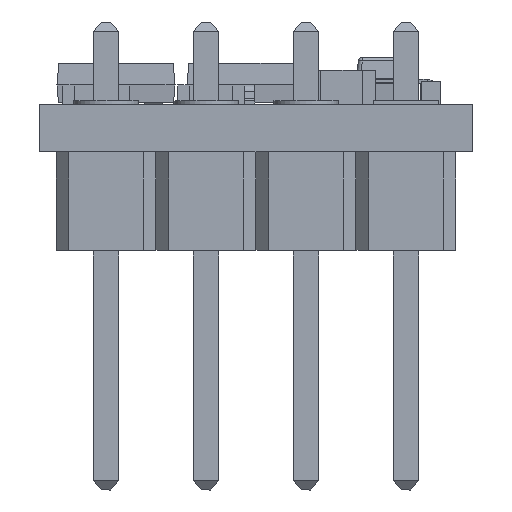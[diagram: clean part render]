
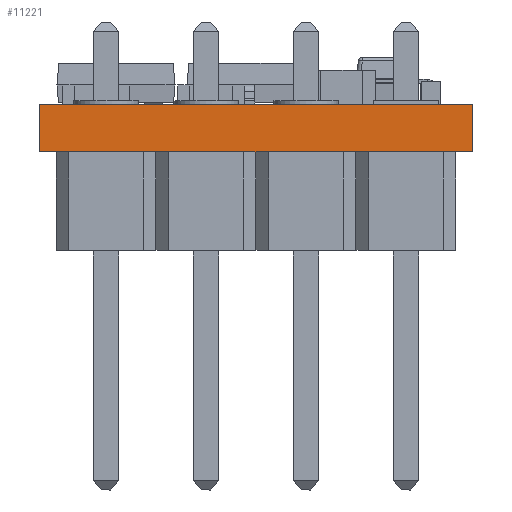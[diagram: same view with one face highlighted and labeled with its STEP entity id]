
A CAD part, front view. The second image highlights one B-rep face of the part: STEP entity #11221.
In plain terms, the highlighted planar face has unit normal (0, -1, 0).
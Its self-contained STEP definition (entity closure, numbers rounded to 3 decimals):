
#10958 = EDGE_CURVE('',#10959,#10961,#10963,.T.);
#10959 = VERTEX_POINT('',#10960);
#10960 = CARTESIAN_POINT('',(25.489,25.455,0.));
#10961 = VERTEX_POINT('',#10962);
#10962 = CARTESIAN_POINT('',(25.489,25.455,1.2));
#10963 = SURFACE_CURVE('',#10964,(#10968,#10980),.PCURVE_S1.);
#10964 = LINE('',#10965,#10966);
#10965 = CARTESIAN_POINT('',(25.489,25.455,0.));
#10966 = VECTOR('',#10967,1.);
#10967 = DIRECTION('',(0.,0.,1.));
#10968 = PCURVE('',#10969,#10974);
#10969 = PLANE('',#10970);
#10970 = AXIS2_PLACEMENT_3D('',#10971,#10972,#10973);
#10971 = CARTESIAN_POINT('',(25.489,25.455,0.));
#10972 = DIRECTION('',(-1.,0.,0.));
#10973 = DIRECTION('',(0.,1.,0.));
#10974 = DEFINITIONAL_REPRESENTATION('',(#10975),#10979);
#10975 = LINE('',#10976,#10977);
#10976 = CARTESIAN_POINT('',(0.,0.));
#10977 = VECTOR('',#10978,1.);
#10978 = DIRECTION('',(0.,-1.));
#10979 = ( GEOMETRIC_REPRESENTATION_CONTEXT(2) 
PARAMETRIC_REPRESENTATION_CONTEXT() REPRESENTATION_CONTEXT('2D SPACE',''
  ) );
#10980 = PCURVE('',#10981,#10986);
#10981 = PLANE('',#10982);
#10982 = AXIS2_PLACEMENT_3D('',#10983,#10984,#10985);
#10983 = CARTESIAN_POINT('',(36.489,25.455,0.));
#10984 = DIRECTION('',(0.,-1.,0.));
#10985 = DIRECTION('',(-1.,0.,0.));
#10986 = DEFINITIONAL_REPRESENTATION('',(#10987),#10991);
#10987 = LINE('',#10988,#10989);
#10988 = CARTESIAN_POINT('',(11.,0.));
#10989 = VECTOR('',#10990,1.);
#10990 = DIRECTION('',(0.,-1.));
#10991 = ( GEOMETRIC_REPRESENTATION_CONTEXT(2) 
PARAMETRIC_REPRESENTATION_CONTEXT() REPRESENTATION_CONTEXT('2D SPACE',''
  ) );
#11009 = PLANE('',#11010);
#11010 = AXIS2_PLACEMENT_3D('',#11011,#11012,#11013);
#11011 = CARTESIAN_POINT('',(30.989,33.455,1.2));
#11012 = DIRECTION('',(-0.,-0.,-1.));
#11013 = DIRECTION('',(-1.,0.,0.));
#11063 = PLANE('',#11064);
#11064 = AXIS2_PLACEMENT_3D('',#11065,#11066,#11067);
#11065 = CARTESIAN_POINT('',(30.989,33.455,0.));
#11066 = DIRECTION('',(-0.,-0.,-1.));
#11067 = DIRECTION('',(-1.,0.,0.));
#11118 = PLANE('',#11119);
#11119 = AXIS2_PLACEMENT_3D('',#11120,#11121,#11122);
#11120 = CARTESIAN_POINT('',(36.489,41.455,0.));
#11121 = DIRECTION('',(1.,0.,-0.));
#11122 = DIRECTION('',(0.,-1.,0.));
#11156 = VERTEX_POINT('',#11157);
#11157 = CARTESIAN_POINT('',(36.489,25.455,1.2));
#11178 = EDGE_CURVE('',#11179,#11156,#11181,.T.);
#11179 = VERTEX_POINT('',#11180);
#11180 = CARTESIAN_POINT('',(36.489,25.455,0.));
#11181 = SURFACE_CURVE('',#11182,(#11186,#11193),.PCURVE_S1.);
#11182 = LINE('',#11183,#11184);
#11183 = CARTESIAN_POINT('',(36.489,25.455,0.));
#11184 = VECTOR('',#11185,1.);
#11185 = DIRECTION('',(0.,0.,1.));
#11186 = PCURVE('',#11118,#11187);
#11187 = DEFINITIONAL_REPRESENTATION('',(#11188),#11192);
#11188 = LINE('',#11189,#11190);
#11189 = CARTESIAN_POINT('',(16.,0.));
#11190 = VECTOR('',#11191,1.);
#11191 = DIRECTION('',(0.,-1.));
#11192 = ( GEOMETRIC_REPRESENTATION_CONTEXT(2) 
PARAMETRIC_REPRESENTATION_CONTEXT() REPRESENTATION_CONTEXT('2D SPACE',''
  ) );
#11193 = PCURVE('',#10981,#11194);
#11194 = DEFINITIONAL_REPRESENTATION('',(#11195),#11199);
#11195 = LINE('',#11196,#11197);
#11196 = CARTESIAN_POINT('',(0.,-0.));
#11197 = VECTOR('',#11198,1.);
#11198 = DIRECTION('',(0.,-1.));
#11199 = ( GEOMETRIC_REPRESENTATION_CONTEXT(2) 
PARAMETRIC_REPRESENTATION_CONTEXT() REPRESENTATION_CONTEXT('2D SPACE',''
  ) );
#11221 = ADVANCED_FACE('',(#11222),#10981,.T.);
#11222 = FACE_BOUND('',#11223,.T.);
#11223 = EDGE_LOOP('',(#11224,#11225,#11246,#11247));
#11224 = ORIENTED_EDGE('',*,*,#11178,.T.);
#11225 = ORIENTED_EDGE('',*,*,#11226,.T.);
#11226 = EDGE_CURVE('',#11156,#10961,#11227,.T.);
#11227 = SURFACE_CURVE('',#11228,(#11232,#11239),.PCURVE_S1.);
#11228 = LINE('',#11229,#11230);
#11229 = CARTESIAN_POINT('',(36.489,25.455,1.2));
#11230 = VECTOR('',#11231,1.);
#11231 = DIRECTION('',(-1.,0.,0.));
#11232 = PCURVE('',#10981,#11233);
#11233 = DEFINITIONAL_REPRESENTATION('',(#11234),#11238);
#11234 = LINE('',#11235,#11236);
#11235 = CARTESIAN_POINT('',(0.,-1.2));
#11236 = VECTOR('',#11237,1.);
#11237 = DIRECTION('',(1.,0.));
#11238 = ( GEOMETRIC_REPRESENTATION_CONTEXT(2) 
PARAMETRIC_REPRESENTATION_CONTEXT() REPRESENTATION_CONTEXT('2D SPACE',''
  ) );
#11239 = PCURVE('',#11009,#11240);
#11240 = DEFINITIONAL_REPRESENTATION('',(#11241),#11245);
#11241 = LINE('',#11242,#11243);
#11242 = CARTESIAN_POINT('',(-5.5,-8.));
#11243 = VECTOR('',#11244,1.);
#11244 = DIRECTION('',(1.,0.));
#11245 = ( GEOMETRIC_REPRESENTATION_CONTEXT(2) 
PARAMETRIC_REPRESENTATION_CONTEXT() REPRESENTATION_CONTEXT('2D SPACE',''
  ) );
#11246 = ORIENTED_EDGE('',*,*,#10958,.F.);
#11247 = ORIENTED_EDGE('',*,*,#11248,.F.);
#11248 = EDGE_CURVE('',#11179,#10959,#11249,.T.);
#11249 = SURFACE_CURVE('',#11250,(#11254,#11261),.PCURVE_S1.);
#11250 = LINE('',#11251,#11252);
#11251 = CARTESIAN_POINT('',(36.489,25.455,0.));
#11252 = VECTOR('',#11253,1.);
#11253 = DIRECTION('',(-1.,0.,0.));
#11254 = PCURVE('',#10981,#11255);
#11255 = DEFINITIONAL_REPRESENTATION('',(#11256),#11260);
#11256 = LINE('',#11257,#11258);
#11257 = CARTESIAN_POINT('',(0.,-0.));
#11258 = VECTOR('',#11259,1.);
#11259 = DIRECTION('',(1.,0.));
#11260 = ( GEOMETRIC_REPRESENTATION_CONTEXT(2) 
PARAMETRIC_REPRESENTATION_CONTEXT() REPRESENTATION_CONTEXT('2D SPACE',''
  ) );
#11261 = PCURVE('',#11063,#11262);
#11262 = DEFINITIONAL_REPRESENTATION('',(#11263),#11267);
#11263 = LINE('',#11264,#11265);
#11264 = CARTESIAN_POINT('',(-5.5,-8.));
#11265 = VECTOR('',#11266,1.);
#11266 = DIRECTION('',(1.,0.));
#11267 = ( GEOMETRIC_REPRESENTATION_CONTEXT(2) 
PARAMETRIC_REPRESENTATION_CONTEXT() REPRESENTATION_CONTEXT('2D SPACE',''
  ) );
